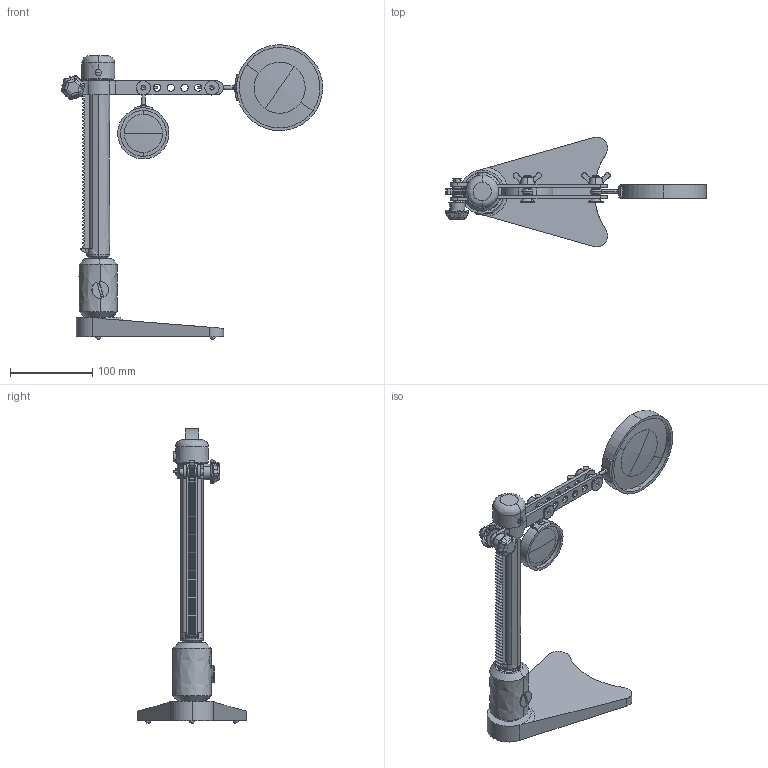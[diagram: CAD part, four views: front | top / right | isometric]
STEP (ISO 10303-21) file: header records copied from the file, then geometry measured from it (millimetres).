
FILE_DESCRIPTION(('FreeCAD Model'),'2;1');
FILE_NAME('Open CASCADE Shape Model','2025-05-03T08:18:25',('FreeCAD'),( 'FreeCAD'),'Open CASCADE STEP processor 7.6','FreeCAD','Unknown');
FILE_SCHEMA(('AUTOMOTIVE_DESIGN { 1 0 10303 214 1 1 1 1 }'));
Products named in the file (1): Open CASCADE STEP translator 7.6 1
Bounding box: 318.25 x 133.76 x 358.98 mm (x, y, z)
Volume: 655125.4 mm3; surface area: 174382.6 mm2
Topology: 28 solids, 28 shells, 1200 faces, 3237 edges, 2081 vertices
Faces by surface type: bspline 1200
Entity records: 56660 total; most frequent: CARTESIAN_POINT 39018, ORIENTED_EDGE 6412, EDGE_CURVE 3206, VERTEX_POINT 2081, B_SPLINE_CURVE_WITH_KNOTS 1761, FACE_BOUND 1271, EDGE_LOOP 1271, ADVANCED_FACE 1200
